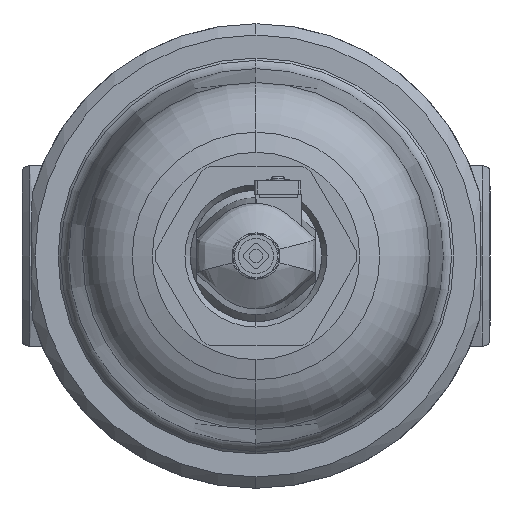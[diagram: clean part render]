
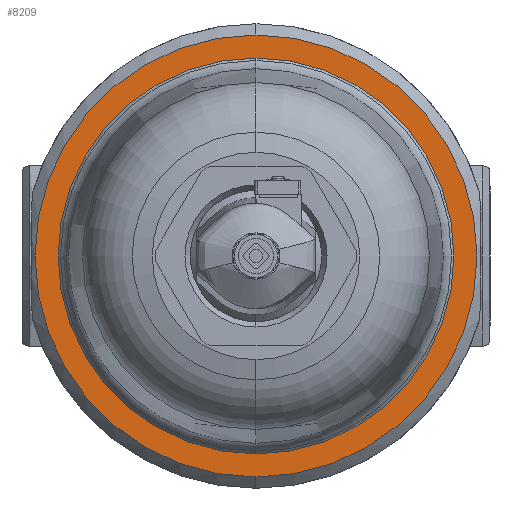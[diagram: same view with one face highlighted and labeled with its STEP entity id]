
A CAD part, front view. The second image highlights one B-rep face of the part: STEP entity #8209.
In plain terms, the highlighted planar face has unit normal (0, -1, 0).
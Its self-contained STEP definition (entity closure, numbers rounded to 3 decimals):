
#730 = DIRECTION ( 'NONE',  ( 0., 0., -1. ) ) ;
#1017 = EDGE_CURVE ( 'NONE', #7566, #2210, #2111, .T. ) ;
#1334 = CARTESIAN_POINT ( 'NONE',  ( 0., -88., -88.315 ) ) ;
#1390 = CARTESIAN_POINT ( 'NONE',  ( 0., -88., 0. ) ) ;
#1563 = FACE_BOUND ( 'NONE', #2905, .T. ) ;
#1755 = EDGE_LOOP ( 'NONE', ( #7130, #6467 ) ) ;
#2005 = AXIS2_PLACEMENT_3D ( 'NONE', #1390, #8490, #4085 ) ;
#2111 = CIRCLE ( 'NONE', #6389, 88.315 ) ;
#2210 = VERTEX_POINT ( 'NONE', #7372 ) ;
#2247 = EDGE_CURVE ( 'NONE', #8231, #9593, #9979, .T. ) ;
#2456 = CARTESIAN_POINT ( 'NONE',  ( 0., -88., 98.6 ) ) ;
#2714 = ORIENTED_EDGE ( 'NONE', *, *, #1017, .F. ) ;
#2820 = DIRECTION ( 'NONE',  ( 0., -1., 0. ) ) ;
#2905 = EDGE_LOOP ( 'NONE', ( #2714, #7476 ) ) ;
#2983 = EDGE_CURVE ( 'NONE', #9593, #8231, #10383, .T. ) ;
#3016 = CARTESIAN_POINT ( 'NONE',  ( 0., -88., 0. ) ) ;
#3214 = DIRECTION ( 'NONE',  ( 0., 1., 0. ) ) ;
#4013 = CARTESIAN_POINT ( 'NONE',  ( 0., -88., -98.6 ) ) ;
#4085 = DIRECTION ( 'NONE',  ( 0., 0., -1. ) ) ;
#4169 = AXIS2_PLACEMENT_3D ( 'NONE', #10173, #3214, #9372 ) ;
#4364 = EDGE_CURVE ( 'NONE', #2210, #7566, #7254, .T. ) ;
#4681 = CARTESIAN_POINT ( 'NONE',  ( 0., -88., 0. ) ) ;
#5991 = CARTESIAN_POINT ( 'NONE',  ( 0., -88., 0. ) ) ;
#6389 = AXIS2_PLACEMENT_3D ( 'NONE', #5991, #8543, #730 ) ;
#6467 = ORIENTED_EDGE ( 'NONE', *, *, #2983, .T. ) ;
#7130 = ORIENTED_EDGE ( 'NONE', *, *, #2247, .T. ) ;
#7254 = CIRCLE ( 'NONE', #7259, 88.315 ) ;
#7259 = AXIS2_PLACEMENT_3D ( 'NONE', #3016, #7534, #8378 ) ;
#7372 = CARTESIAN_POINT ( 'NONE',  ( 0., -88., 88.315 ) ) ;
#7476 = ORIENTED_EDGE ( 'NONE', *, *, #4364, .F. ) ;
#7534 = DIRECTION ( 'NONE',  ( 0., -1., 0. ) ) ;
#7566 = VERTEX_POINT ( 'NONE', #1334 ) ;
#7603 = PLANE ( 'NONE',  #4169 ) ;
#8021 = FACE_OUTER_BOUND ( 'NONE', #1755, .T. ) ;
#8209 = ADVANCED_FACE ( 'NONE', ( #1563, #8021 ), #7603, .F. ) ;
#8231 = VERTEX_POINT ( 'NONE', #4013 ) ;
#8378 = DIRECTION ( 'NONE',  ( 0., 0., -1. ) ) ;
#8490 = DIRECTION ( 'NONE',  ( 0., -1., 0. ) ) ;
#8543 = DIRECTION ( 'NONE',  ( 0., -1., 0. ) ) ;
#9372 = DIRECTION ( 'NONE',  ( 0., 0., 1. ) ) ;
#9593 = VERTEX_POINT ( 'NONE', #2456 ) ;
#9979 = CIRCLE ( 'NONE', #11326, 98.6 ) ;
#10173 = CARTESIAN_POINT ( 'NONE',  ( 0., -88., 0. ) ) ;
#10383 = CIRCLE ( 'NONE', #2005, 98.6 ) ;
#10843 = DIRECTION ( 'NONE',  ( 0., 0., -1. ) ) ;
#11326 = AXIS2_PLACEMENT_3D ( 'NONE', #4681, #2820, #10843 ) ;
